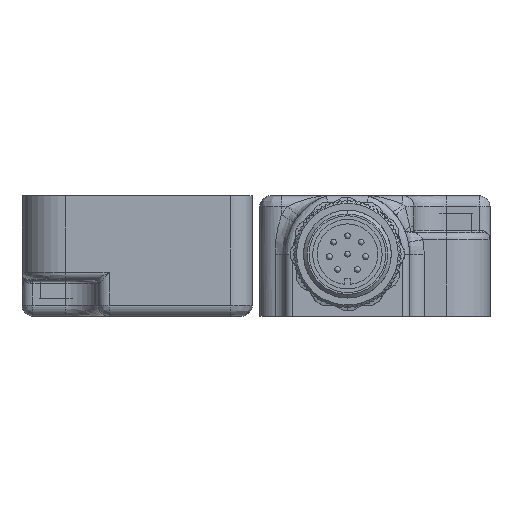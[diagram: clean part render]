
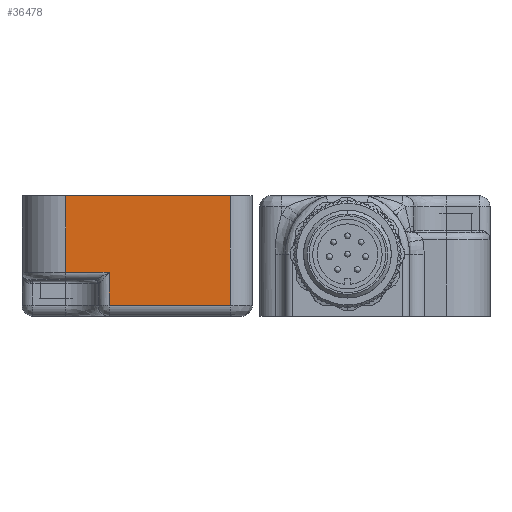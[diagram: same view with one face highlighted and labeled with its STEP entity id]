
A CAD part, front view. The second image highlights one B-rep face of the part: STEP entity #36478.
In plain terms, the highlighted face is planar.
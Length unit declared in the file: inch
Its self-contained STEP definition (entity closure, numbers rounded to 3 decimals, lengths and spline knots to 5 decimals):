
#113 = EDGE_CURVE ( 'NONE', #19047, #28374, #37114, .T. ) ;
#403 = VECTOR ( 'NONE', #988, 39.37008 ) ;
#532 = DIRECTION ( 'NONE',  ( 1., 0., 0. ) ) ;
#988 = DIRECTION ( 'NONE',  ( 0., 0., -1. ) ) ;
#1030 = DIRECTION ( 'NONE',  ( 0., 0., -1. ) ) ;
#1342 = DIRECTION ( 'NONE',  ( -1., 0., 0. ) ) ;
#3995 = CARTESIAN_POINT ( 'NONE',  ( -0.62008, 3.0315, 0. ) ) ;
#6109 = CARTESIAN_POINT ( 'NONE',  ( -0.15157, 3.0315, 0.41339 ) ) ;
#6378 = CARTESIAN_POINT ( 'NONE',  ( 0.50197, 3.0315, 0. ) ) ;
#6820 = VERTEX_POINT ( 'NONE', #10204 ) ;
#7668 = LINE ( 'NONE', #3995, #36121 ) ;
#9451 = CARTESIAN_POINT ( 'NONE',  ( 0.50197, 3.0315, 0.64961 ) ) ;
#10122 = EDGE_LOOP ( 'NONE', ( #28291, #24035, #13036, #33112, #22107, #32065 ) ) ;
#10204 = CARTESIAN_POINT ( 'NONE',  ( -0.38386, 3.0315, 0.41339 ) ) ;
#10389 = CARTESIAN_POINT ( 'NONE',  ( -0.38386, 3.0315, 0.64961 ) ) ;
#10524 = EDGE_CURVE ( 'NONE', #6820, #31585, #12873, .T. ) ;
#12484 = DIRECTION ( 'NONE',  ( 0., 0., 1. ) ) ;
#12854 = CARTESIAN_POINT ( 'NONE',  ( 0.50197, 3.0315, 0.59055 ) ) ;
#12873 = LINE ( 'NONE', #10389, #32379 ) ;
#13036 = ORIENTED_EDGE ( 'NONE', *, *, #113, .F. ) ;
#13963 = CARTESIAN_POINT ( 'NONE',  ( -0.15157, 3.0315, 0.64961 ) ) ;
#15090 = VECTOR ( 'NONE', #12484, 39.37008 ) ;
#15872 = EDGE_CURVE ( 'NONE', #18367, #19047, #40559, .T. ) ;
#17719 = DIRECTION ( 'NONE',  ( 0., -1., 0. ) ) ;
#17833 = VECTOR ( 'NONE', #1342, 39.37008 ) ;
#18367 = VERTEX_POINT ( 'NONE', #6378 ) ;
#19047 = VERTEX_POINT ( 'NONE', #12854 ) ;
#21075 = CARTESIAN_POINT ( 'NONE',  ( -0.38386, 3.0315, 0. ) ) ;
#22107 = ORIENTED_EDGE ( 'NONE', *, *, #38289, .F. ) ;
#24013 = CARTESIAN_POINT ( 'NONE',  ( -0.62008, 3.0315, 0.64961 ) ) ;
#24035 = ORIENTED_EDGE ( 'NONE', *, *, #29146, .F. ) ;
#28291 = ORIENTED_EDGE ( 'NONE', *, *, #35671, .F. ) ;
#28374 = VERTEX_POINT ( 'NONE', #28595 ) ;
#28595 = CARTESIAN_POINT ( 'NONE',  ( -0.15157, 3.0315, 0.59055 ) ) ;
#29146 = EDGE_CURVE ( 'NONE', #28374, #40955, #31869, .T. ) ;
#30284 = FACE_OUTER_BOUND ( 'NONE', #10122, .T. ) ;
#30367 = LINE ( 'NONE', #39849, #17833 ) ;
#31551 = DIRECTION ( 'NONE',  ( -1., 0., 0. ) ) ;
#31585 = VERTEX_POINT ( 'NONE', #21075 ) ;
#31869 = LINE ( 'NONE', #13963, #403 ) ;
#32065 = ORIENTED_EDGE ( 'NONE', *, *, #10524, .F. ) ;
#32379 = VECTOR ( 'NONE', #1030, 39.37008 ) ;
#33112 = ORIENTED_EDGE ( 'NONE', *, *, #15872, .F. ) ;
#35671 = EDGE_CURVE ( 'NONE', #40955, #6820, #30367, .T. ) ;
#36121 = VECTOR ( 'NONE', #532, 39.37008 ) ;
#36258 = AXIS2_PLACEMENT_3D ( 'NONE', #24013, #17719, #40044 ) ;
#36478 = ADVANCED_FACE ( 'NONE', ( #30284 ), #39902, .F. ) ;
#37114 = LINE ( 'NONE', #40594, #41123 ) ;
#38289 = EDGE_CURVE ( 'NONE', #31585, #18367, #7668, .T. ) ;
#39849 = CARTESIAN_POINT ( 'NONE',  ( -0.62008, 3.0315, 0.41339 ) ) ;
#39902 = PLANE ( 'NONE',  #36258 ) ;
#40044 = DIRECTION ( 'NONE',  ( 0., 0., -1. ) ) ;
#40559 = LINE ( 'NONE', #9451, #15090 ) ;
#40594 = CARTESIAN_POINT ( 'NONE',  ( -0.62008, 3.0315, 0.59055 ) ) ;
#40955 = VERTEX_POINT ( 'NONE', #6109 ) ;
#41123 = VECTOR ( 'NONE', #31551, 39.37008 ) ;
